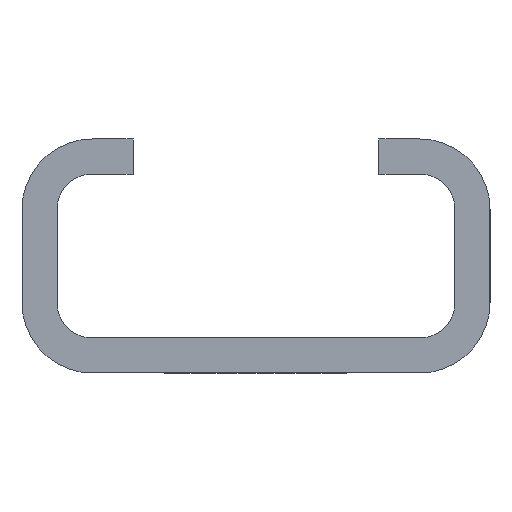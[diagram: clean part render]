
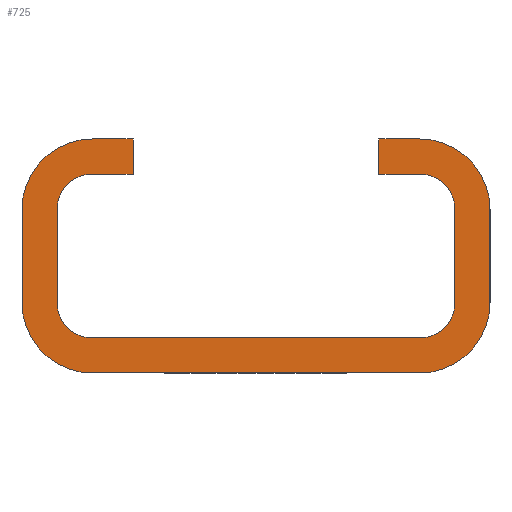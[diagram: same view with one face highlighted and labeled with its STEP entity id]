
A CAD part, left-side view. The second image highlights one B-rep face of the part: STEP entity #725.
In plain terms, the highlighted planar face has unit normal (-1, 0, 0).
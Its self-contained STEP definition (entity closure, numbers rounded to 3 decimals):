
#221=AXIS2_PLACEMENT_3D('Circle Axis2P3D',#219,#220,$) ;
#271=AXIS2_PLACEMENT_3D('Circle Axis2P3D',#269,#270,$) ;
#371=AXIS2_PLACEMENT_3D('Circle Axis2P3D',#369,#370,$) ;
#429=AXIS2_PLACEMENT_3D('Circle Axis2P3D',#427,#428,$) ;
#462=AXIS2_PLACEMENT_3D('Circle Axis2P3D',#460,#461,$) ;
#521=AXIS2_PLACEMENT_3D('Circle Axis2P3D',#519,#520,$) ;
#611=AXIS2_PLACEMENT_3D('Circle Axis2P3D',#609,#610,$) ;
#669=AXIS2_PLACEMENT_3D('Circle Axis2P3D',#667,#668,$) ;
#691=AXIS2_PLACEMENT_3D('Plane Axis2P3D',#688,#689,#690) ;
#216=CARTESIAN_POINT('Vertex',(0.,3.,1.5)) ;
#219=CARTESIAN_POINT('Axis2P3D Location',(0.,3.,3.)) ;
#223=CARTESIAN_POINT('Vertex',(0.,1.5,3.)) ;
#244=CARTESIAN_POINT('Line Origine',(0.,1.5,5.)) ;
#248=CARTESIAN_POINT('Vertex',(0.,1.5,7.)) ;
#269=CARTESIAN_POINT('Axis2P3D Location',(0.,3.,7.)) ;
#273=CARTESIAN_POINT('Vertex',(0.,3.,8.5)) ;
#294=CARTESIAN_POINT('Line Origine',(0.,3.875,8.5)) ;
#298=CARTESIAN_POINT('Vertex',(0.,4.75,8.5)) ;
#319=CARTESIAN_POINT('Line Origine',(0.,4.75,9.25)) ;
#323=CARTESIAN_POINT('Vertex',(0.,4.75,10.)) ;
#344=CARTESIAN_POINT('Line Origine',(0.,3.875,10.)) ;
#348=CARTESIAN_POINT('Vertex',(0.,3.,10.)) ;
#369=CARTESIAN_POINT('Axis2P3D Location',(0.,3.,7.)) ;
#373=CARTESIAN_POINT('Vertex',(0.,0.,7.)) ;
#394=CARTESIAN_POINT('Line Origine',(0.,0.,5.)) ;
#398=CARTESIAN_POINT('Vertex',(0.,0.,3.)) ;
#427=CARTESIAN_POINT('Axis2P3D Location',(0.,3.,3.)) ;
#431=CARTESIAN_POINT('Vertex',(0.,3.,0.)) ;
#457=CARTESIAN_POINT('Vertex',(0.,17.,0.)) ;
#460=CARTESIAN_POINT('Axis2P3D Location',(0.,17.,3.)) ;
#464=CARTESIAN_POINT('Vertex',(0.,20.,3.)) ;
#493=CARTESIAN_POINT('Line Origine',(0.,20.,5.)) ;
#497=CARTESIAN_POINT('Vertex',(0.,20.,7.)) ;
#519=CARTESIAN_POINT('Axis2P3D Location',(0.,17.,7.)) ;
#523=CARTESIAN_POINT('Vertex',(0.,17.,10.)) ;
#539=CARTESIAN_POINT('Line Origine',(0.,16.125,10.)) ;
#543=CARTESIAN_POINT('Vertex',(0.,15.25,10.)) ;
#564=CARTESIAN_POINT('Line Origine',(0.,15.25,9.25)) ;
#568=CARTESIAN_POINT('Vertex',(0.,15.25,8.5)) ;
#584=CARTESIAN_POINT('Line Origine',(0.,16.125,8.5)) ;
#588=CARTESIAN_POINT('Vertex',(0.,17.,8.5)) ;
#609=CARTESIAN_POINT('Axis2P3D Location',(0.,17.,7.)) ;
#613=CARTESIAN_POINT('Vertex',(0.,18.5,7.)) ;
#634=CARTESIAN_POINT('Line Origine',(0.,18.5,5.)) ;
#638=CARTESIAN_POINT('Vertex',(0.,18.5,3.)) ;
#667=CARTESIAN_POINT('Axis2P3D Location',(0.,17.,3.)) ;
#671=CARTESIAN_POINT('Vertex',(0.,17.,1.5)) ;
#688=CARTESIAN_POINT('Axis2P3D Location',(0.,17.,3.)) ;
#693=CARTESIAN_POINT('Line Origine',(0.,10.,0.)) ;
#698=CARTESIAN_POINT('Line Origine',(0.,10.,1.5)) ;
#220=DIRECTION('Axis2P3D Direction',(1.,0.,0.)) ;
#245=DIRECTION('Vector Direction',(0.,0.,-1.)) ;
#270=DIRECTION('Axis2P3D Direction',(1.,0.,0.)) ;
#295=DIRECTION('Vector Direction',(0.,-1.,0.)) ;
#320=DIRECTION('Vector Direction',(0.,0.,-1.)) ;
#345=DIRECTION('Vector Direction',(0.,1.,0.)) ;
#370=DIRECTION('Axis2P3D Direction',(1.,0.,0.)) ;
#395=DIRECTION('Vector Direction',(0.,0.,1.)) ;
#428=DIRECTION('Axis2P3D Direction',(1.,0.,0.)) ;
#461=DIRECTION('Axis2P3D Direction',(1.,0.,0.)) ;
#494=DIRECTION('Vector Direction',(0.,0.,-1.)) ;
#520=DIRECTION('Axis2P3D Direction',(1.,0.,0.)) ;
#540=DIRECTION('Vector Direction',(0.,1.,0.)) ;
#565=DIRECTION('Vector Direction',(0.,0.,1.)) ;
#585=DIRECTION('Vector Direction',(0.,-1.,0.)) ;
#610=DIRECTION('Axis2P3D Direction',(1.,0.,0.)) ;
#635=DIRECTION('Vector Direction',(0.,0.,1.)) ;
#668=DIRECTION('Axis2P3D Direction',(1.,0.,0.)) ;
#689=DIRECTION('Axis2P3D Direction',(-1.,0.,0.)) ;
#690=DIRECTION('Axis2P3D XDirection',(0.,-1.,0.)) ;
#694=DIRECTION('Vector Direction',(0.,-1.,0.)) ;
#699=DIRECTION('Vector Direction',(0.,1.,0.)) ;
#246=VECTOR('Line Direction',#245,1.) ;
#296=VECTOR('Line Direction',#295,1.) ;
#321=VECTOR('Line Direction',#320,1.) ;
#346=VECTOR('Line Direction',#345,1.) ;
#396=VECTOR('Line Direction',#395,1.) ;
#495=VECTOR('Line Direction',#494,1.) ;
#541=VECTOR('Line Direction',#540,1.) ;
#566=VECTOR('Line Direction',#565,1.) ;
#586=VECTOR('Line Direction',#585,1.) ;
#636=VECTOR('Line Direction',#635,1.) ;
#695=VECTOR('Line Direction',#694,1.) ;
#700=VECTOR('Line Direction',#699,1.) ;
#704=ORIENTED_EDGE('',*,*,#466,.T.) ;
#705=ORIENTED_EDGE('',*,*,#697,.T.) ;
#706=ORIENTED_EDGE('',*,*,#433,.T.) ;
#707=ORIENTED_EDGE('',*,*,#400,.T.) ;
#708=ORIENTED_EDGE('',*,*,#375,.T.) ;
#709=ORIENTED_EDGE('',*,*,#350,.T.) ;
#710=ORIENTED_EDGE('',*,*,#325,.T.) ;
#711=ORIENTED_EDGE('',*,*,#300,.T.) ;
#712=ORIENTED_EDGE('',*,*,#275,.T.) ;
#713=ORIENTED_EDGE('',*,*,#250,.T.) ;
#714=ORIENTED_EDGE('',*,*,#225,.T.) ;
#715=ORIENTED_EDGE('',*,*,#702,.T.) ;
#716=ORIENTED_EDGE('',*,*,#673,.T.) ;
#717=ORIENTED_EDGE('',*,*,#640,.T.) ;
#718=ORIENTED_EDGE('',*,*,#615,.T.) ;
#719=ORIENTED_EDGE('',*,*,#590,.T.) ;
#720=ORIENTED_EDGE('',*,*,#570,.T.) ;
#721=ORIENTED_EDGE('',*,*,#545,.T.) ;
#722=ORIENTED_EDGE('',*,*,#525,.T.) ;
#723=ORIENTED_EDGE('',*,*,#499,.T.) ;
#725=ADVANCED_FACE('Schnitt-Linear austragen1',(#724),#692,.T.) ;
#222=CIRCLE('generated circle',#221,1.5) ;
#272=CIRCLE('generated circle',#271,1.5) ;
#372=CIRCLE('generated circle',#371,3.) ;
#430=CIRCLE('generated circle',#429,3.) ;
#463=CIRCLE('generated circle',#462,3.) ;
#522=CIRCLE('generated circle',#521,3.) ;
#612=CIRCLE('generated circle',#611,1.5) ;
#670=CIRCLE('generated circle',#669,1.5) ;
#225=EDGE_CURVE('',#224,#217,#222,.T.) ;
#250=EDGE_CURVE('',#249,#224,#247,.T.) ;
#275=EDGE_CURVE('',#274,#249,#272,.T.) ;
#300=EDGE_CURVE('',#299,#274,#297,.T.) ;
#325=EDGE_CURVE('',#324,#299,#322,.T.) ;
#350=EDGE_CURVE('',#349,#324,#347,.T.) ;
#375=EDGE_CURVE('',#374,#349,#372,.F.) ;
#400=EDGE_CURVE('',#399,#374,#397,.T.) ;
#433=EDGE_CURVE('',#432,#399,#430,.F.) ;
#466=EDGE_CURVE('',#465,#458,#463,.F.) ;
#499=EDGE_CURVE('',#498,#465,#496,.T.) ;
#525=EDGE_CURVE('',#524,#498,#522,.F.) ;
#545=EDGE_CURVE('',#544,#524,#542,.T.) ;
#570=EDGE_CURVE('',#569,#544,#567,.T.) ;
#590=EDGE_CURVE('',#589,#569,#587,.T.) ;
#615=EDGE_CURVE('',#614,#589,#612,.T.) ;
#640=EDGE_CURVE('',#639,#614,#637,.T.) ;
#673=EDGE_CURVE('',#672,#639,#670,.T.) ;
#697=EDGE_CURVE('',#458,#432,#696,.T.) ;
#702=EDGE_CURVE('',#217,#672,#701,.T.) ;
#703=EDGE_LOOP('',(#704,#705,#706,#707,#708,#709,#710,#711,#712,#713,#714,#715,#716,#717,#718,#719,#720,#721,#722,#723)) ;
#724=FACE_OUTER_BOUND('',#703,.T.) ;
#247=LINE('Line',#244,#246) ;
#297=LINE('Line',#294,#296) ;
#322=LINE('Line',#319,#321) ;
#347=LINE('Line',#344,#346) ;
#397=LINE('Line',#394,#396) ;
#496=LINE('Line',#493,#495) ;
#542=LINE('Line',#539,#541) ;
#567=LINE('Line',#564,#566) ;
#587=LINE('Line',#584,#586) ;
#637=LINE('Line',#634,#636) ;
#696=LINE('Line',#693,#695) ;
#701=LINE('Line',#698,#700) ;
#692=PLANE('',#691) ;
#217=VERTEX_POINT('',#216) ;
#224=VERTEX_POINT('',#223) ;
#249=VERTEX_POINT('',#248) ;
#274=VERTEX_POINT('',#273) ;
#299=VERTEX_POINT('',#298) ;
#324=VERTEX_POINT('',#323) ;
#349=VERTEX_POINT('',#348) ;
#374=VERTEX_POINT('',#373) ;
#399=VERTEX_POINT('',#398) ;
#432=VERTEX_POINT('',#431) ;
#458=VERTEX_POINT('',#457) ;
#465=VERTEX_POINT('',#464) ;
#498=VERTEX_POINT('',#497) ;
#524=VERTEX_POINT('',#523) ;
#544=VERTEX_POINT('',#543) ;
#569=VERTEX_POINT('',#568) ;
#589=VERTEX_POINT('',#588) ;
#614=VERTEX_POINT('',#613) ;
#639=VERTEX_POINT('',#638) ;
#672=VERTEX_POINT('',#671) ;
